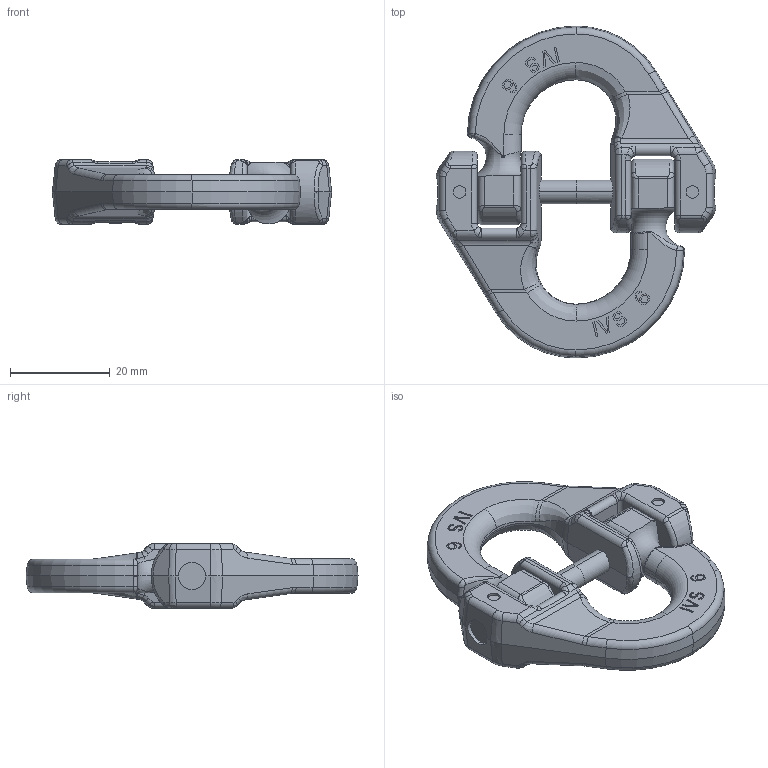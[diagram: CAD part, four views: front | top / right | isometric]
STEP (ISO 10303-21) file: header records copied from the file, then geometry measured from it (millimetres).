
FILE_DESCRIPTION((''),'2;1');
FILE_NAME('001-M34314-P-2_ASM','2012-03-09T',('Roland.Jakubetz'),(''),'PRO/ENGINEER BY PARAMETRIC TECHNOLOGY CORPORATION, 2010140','PRO/ENGINEER BY PARAMETRIC TECHNOLOGY CORPORATION, 2010140','');
FILE_SCHEMA(('CONFIG_CONTROL_DESIGN'));
Length unit declared in the file: millimetre
Products named in the file (3): 001-M34314-P-1; 001-M34314-P-2; 001-M34314-P-2_ASM
Assembly tree (2 placements, depth 2):
  001-M34314-P-2_ASM
    001-M34314-P-1
    001-M34314-P-2
Bounding box: 56 x 66.6 x 13 mm (x, y, z)
Volume: 23870.3 mm3; surface area: 11533.6 mm2
Topology: 2 solids, 2 shells, 913 faces, 2364 edges, 1472 vertices
Faces by surface type: plane 482, cylinder 169, bspline 169, torus 54, cone 39
Entity records: 40514 total; most frequent: CARTESIAN_POINT 19382, ORIENTED_EDGE 4728, DIRECTION 3892, EDGE_CURVE 2364, VECTOR 1490, LINE 1490, VERTEX_POINT 1472, AXIS2_PLACEMENT_3D 1201
